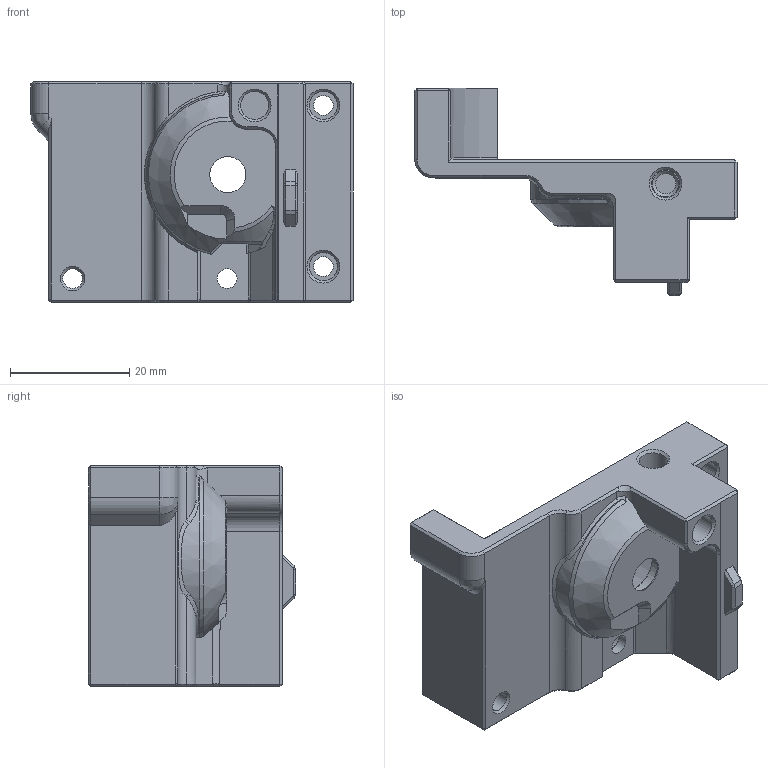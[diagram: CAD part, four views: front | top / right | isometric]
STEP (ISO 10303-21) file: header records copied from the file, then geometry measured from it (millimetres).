
FILE_DESCRIPTION(/* description */ (''),/* implementation_level */ '2;1');
FILE_NAME(/* name */ 'Gear_Box_Back_CNC_80T.step',/* time_stamp */ '2024-07-20T18:15:51-04:00',/* author */ (''),/* organization */ (''),/* preprocessor_version */ 'ST-DEVELOPER v20',/* originating_system */ 'Autodesk Translation Framework v13.14.0.145',/* authorisation */ '');
FILE_SCHEMA (('AUTOMOTIVE_DESIGN { 1 0 10303 214 3 1 1 }'));
Length unit declared in the file: millimetre
Products named in the file (1): Gear_Box_Back_CNC_80T
Bounding box: 54 x 34.75 x 37 mm (x, y, z)
Volume: 13306 mm3; surface area: 8537.9 mm2
Topology: 1 solids, 1 shells, 230 faces, 558 edges, 341 vertices
Faces by surface type: plane 134, cone 41, cylinder 36, bspline 19
Full cylindrical faces by diameter (mm): 3.3 x4, 3.4 x1, 4.7 x6, 6 x3, 6.05 x1, 8.05 x1, 21.6 x1
Entity records: 7116 total; most frequent: CARTESIAN_POINT 1857, ORIENTED_EDGE 1116, DIRECTION 1029, EDGE_CURVE 558, AXIS2_PLACEMENT_3D 345, VERTEX_POINT 341, LINE 339, VECTOR 339
